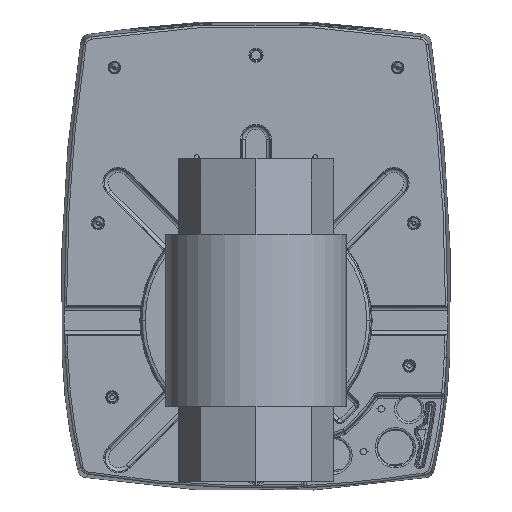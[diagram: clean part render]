
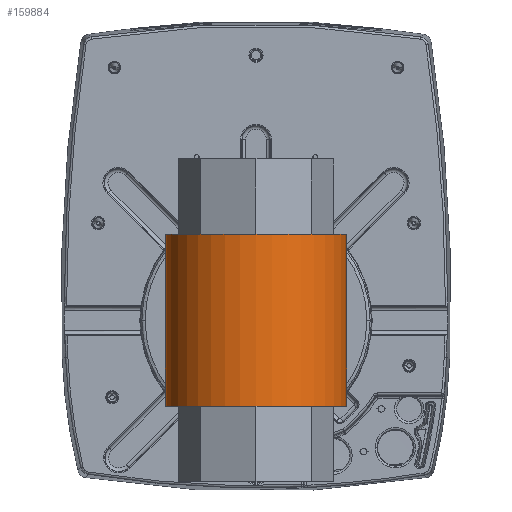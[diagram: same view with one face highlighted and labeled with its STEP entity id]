
A CAD part, top view. The second image highlights one B-rep face of the part: STEP entity #159884.
In plain terms, the highlighted cylindrical face has radius 19.5 mm (diameter 39 mm), a partial arc.
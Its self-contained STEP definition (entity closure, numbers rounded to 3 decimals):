
#158959=DIRECTION('',(0.,0.,-1.));
#158960=VECTOR('',#158959,37.);
#158961=CARTESIAN_POINT('',(-19.5,0.,18.5));
#158962=LINE('',#158961,#158960);
#159042=CARTESIAN_POINT('',(0.,0.,18.5));
#159043=DIRECTION('',(0.,0.,-1.));
#159044=DIRECTION('',(1.,0.,0.));
#159045=AXIS2_PLACEMENT_3D('',#159042,#159043,#159044);
#159079=DIRECTION('',(0.,0.,-1.));
#159080=VECTOR('',#159079,37.);
#159081=CARTESIAN_POINT('',(19.5,0.,18.5));
#159082=LINE('',#159081,#159080);
#159083=CARTESIAN_POINT('',(0.,0.,-18.5));
#159084=DIRECTION('',(0.,0.,1.));
#159085=DIRECTION('',(-1.,0.,0.));
#159086=AXIS2_PLACEMENT_3D('',#159083,#159084,#159085);
#159363=CARTESIAN_POINT('',(-19.5,0.,18.5));
#159364=CARTESIAN_POINT('',(19.5,0.,18.5));
#159365=VERTEX_POINT('',#159363);
#159366=VERTEX_POINT('',#159364);
#159367=CARTESIAN_POINT('',(-19.5,0.,-18.5));
#159368=VERTEX_POINT('',#159367);
#159369=CARTESIAN_POINT('',(19.5,0.,-18.5));
#159370=VERTEX_POINT('',#159369);
#159872=CARTESIAN_POINT('',(0.,0.,0.));
#159873=DIRECTION('',(0.,0.,1.));
#159874=DIRECTION('',(-1.,0.,0.));
#159875=AXIS2_PLACEMENT_3D('',#159872,#159873,#159874);
#159876=CYLINDRICAL_SURFACE('',#159875,19.5);
#159877=ORIENTED_EDGE('',*,*,#159849,.F.);
#159878=ORIENTED_EDGE('',*,*,#159833,.T.);
#159880=ORIENTED_EDGE('',*,*,#159879,.F.);
#159881=ORIENTED_EDGE('',*,*,#159829,.F.);
#159882=EDGE_LOOP('',(#159877,#159878,#159880,#159881));
#159883=FACE_OUTER_BOUND('',#159882,.F.);
#159884=ADVANCED_FACE('',(#159883),#159876,.T.);
#159046=CIRCLE('',#159045,19.5);
#159087=CIRCLE('',#159086,19.5);
#159829=EDGE_CURVE('',#159365,#159368,#158962,.T.);
#159833=EDGE_CURVE('',#159366,#159370,#159082,.T.);
#159849=EDGE_CURVE('',#159366,#159365,#159046,.T.);
#159879=EDGE_CURVE('',#159368,#159370,#159087,.T.);
